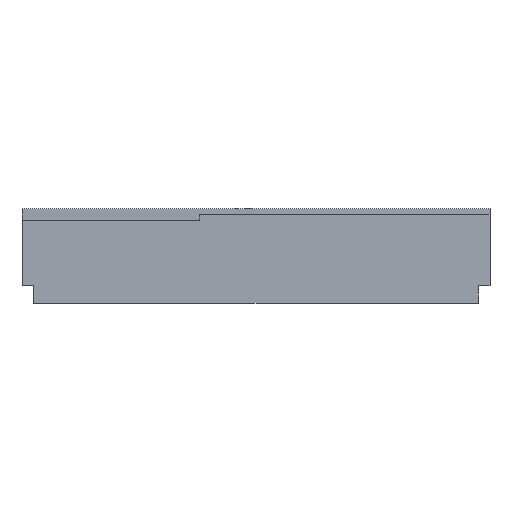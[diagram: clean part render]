
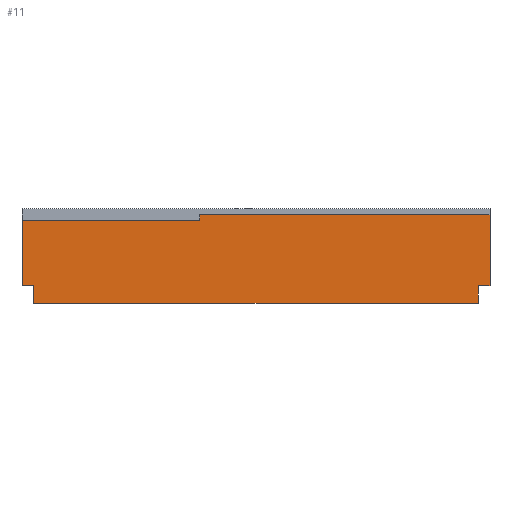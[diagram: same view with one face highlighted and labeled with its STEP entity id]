
A CAD part, top view. The second image highlights one B-rep face of the part: STEP entity #11.
In plain terms, the highlighted planar face has unit normal (0, 0, 1).
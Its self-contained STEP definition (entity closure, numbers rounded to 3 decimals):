
#7 = EDGE_CURVE ( 'NONE', #357, #338, #45, .T. ) ;
#11 = ADVANCED_FACE ( 'NONE', ( #142 ), #452, .F. ) ;
#15 = LINE ( 'NONE', #161, #144 ) ;
#21 = DIRECTION ( 'NONE',  ( 0., 1., 0. ) ) ;
#26 = ORIENTED_EDGE ( 'NONE', *, *, #441, .T. ) ;
#27 = CARTESIAN_POINT ( 'NONE',  ( -4.766, 2.993, 1.95 ) ) ;
#28 = EDGE_CURVE ( 'NONE', #162, #148, #107, .T. ) ;
#29 = DIRECTION ( 'NONE',  ( -1., 0., 0. ) ) ;
#31 = VERTEX_POINT ( 'NONE', #224 ) ;
#36 = CARTESIAN_POINT ( 'NONE',  ( -4.766, 0., 1.95 ) ) ;
#45 = LINE ( 'NONE', #440, #467 ) ;
#47 = CARTESIAN_POINT ( 'NONE',  ( -81.766, 2.993, 1.95 ) ) ;
#86 = VERTEX_POINT ( 'NONE', #130 ) ;
#105 = VECTOR ( 'NONE', #438, 1000. ) ;
#107 = LINE ( 'NONE', #280, #105 ) ;
#110 = VERTEX_POINT ( 'NONE', #285 ) ;
#119 = EDGE_CURVE ( 'NONE', #31, #333, #15, .T. ) ;
#127 = ORIENTED_EDGE ( 'NONE', *, *, #197, .T. ) ;
#130 = CARTESIAN_POINT ( 'NONE',  ( -79.766, 2.993, 1.95 ) ) ;
#133 = CARTESIAN_POINT ( 'NONE',  ( -79.766, -0.007, 1.95 ) ) ;
#137 = LINE ( 'NONE', #139, #233 ) ;
#139 = CARTESIAN_POINT ( 'NONE',  ( -79.766, 2.993, 1.95 ) ) ;
#142 = FACE_OUTER_BOUND ( 'NONE', #353, .T. ) ;
#144 = VECTOR ( 'NONE', #309, 1000. ) ;
#148 = VERTEX_POINT ( 'NONE', #36 ) ;
#159 = VECTOR ( 'NONE', #426, 1000. ) ;
#161 = CARTESIAN_POINT ( 'NONE',  ( -81.766, 14.993, 1.95 ) ) ;
#162 = VERTEX_POINT ( 'NONE', #448 ) ;
#190 = DIRECTION ( 'NONE',  ( 0., 0., -1. ) ) ;
#197 = EDGE_CURVE ( 'NONE', #110, #86, #137, .T. ) ;
#203 = ORIENTED_EDGE ( 'NONE', *, *, #7, .T. ) ;
#212 = DIRECTION ( 'NONE',  ( 0., -1., 0. ) ) ;
#219 = EDGE_CURVE ( 'NONE', #148, #357, #326, .T. ) ;
#224 = CARTESIAN_POINT ( 'NONE',  ( -81.766, 14.993, 1.95 ) ) ;
#226 = VECTOR ( 'NONE', #212, 1000. ) ;
#232 = LINE ( 'NONE', #47, #159 ) ;
#233 = VECTOR ( 'NONE', #322, 1000. ) ;
#234 = VECTOR ( 'NONE', #21, 1000. ) ;
#241 = VECTOR ( 'NONE', #447, 1000. ) ;
#261 = CARTESIAN_POINT ( 'NONE',  ( -4.766, 2.993, 1.95 ) ) ;
#266 = CARTESIAN_POINT ( 'NONE',  ( -2.766, 2.993, 1.95 ) ) ;
#280 = CARTESIAN_POINT ( 'NONE',  ( -4.766, 0., 1.95 ) ) ;
#285 = CARTESIAN_POINT ( 'NONE',  ( -81.766, 2.993, 1.95 ) ) ;
#287 = ORIENTED_EDGE ( 'NONE', *, *, #28, .T. ) ;
#290 = EDGE_CURVE ( 'NONE', #31, #110, #232, .T. ) ;
#298 = ORIENTED_EDGE ( 'NONE', *, *, #119, .F. ) ;
#308 = LINE ( 'NONE', #133, #226 ) ;
#309 = DIRECTION ( 'NONE',  ( 1., 0., 0. ) ) ;
#312 = AXIS2_PLACEMENT_3D ( 'NONE', #337, #190, #29 ) ;
#322 = DIRECTION ( 'NONE',  ( 1., 0., 0. ) ) ;
#326 = LINE ( 'NONE', #261, #241 ) ;
#327 = ORIENTED_EDGE ( 'NONE', *, *, #430, .T. ) ;
#333 = VERTEX_POINT ( 'NONE', #384 ) ;
#337 = CARTESIAN_POINT ( 'NONE',  ( 0., 0., 1.95 ) ) ;
#338 = VERTEX_POINT ( 'NONE', #266 ) ;
#353 = EDGE_LOOP ( 'NONE', ( #298, #394, #127, #327, #287, #361, #203, #26 ) ) ;
#357 = VERTEX_POINT ( 'NONE', #27 ) ;
#359 = CARTESIAN_POINT ( 'NONE',  ( -2.766, 15.993, 1.95 ) ) ;
#361 = ORIENTED_EDGE ( 'NONE', *, *, #219, .T. ) ;
#384 = CARTESIAN_POINT ( 'NONE',  ( -2.766, 14.993, 1.95 ) ) ;
#394 = ORIENTED_EDGE ( 'NONE', *, *, #290, .T. ) ;
#405 = DIRECTION ( 'NONE',  ( 1., 0., 0. ) ) ;
#426 = DIRECTION ( 'NONE',  ( 0., -1., 0. ) ) ;
#430 = EDGE_CURVE ( 'NONE', #86, #162, #308, .T. ) ;
#438 = DIRECTION ( 'NONE',  ( 1., 0., 0. ) ) ;
#440 = CARTESIAN_POINT ( 'NONE',  ( -2.766, 2.993, 1.95 ) ) ;
#441 = EDGE_CURVE ( 'NONE', #338, #333, #472, .T. ) ;
#447 = DIRECTION ( 'NONE',  ( 0., 1., 0. ) ) ;
#448 = CARTESIAN_POINT ( 'NONE',  ( -79.766, -0.007, 1.95 ) ) ;
#452 = PLANE ( 'NONE',  #312 ) ;
#467 = VECTOR ( 'NONE', #405, 1000. ) ;
#472 = LINE ( 'NONE', #359, #234 ) ;
